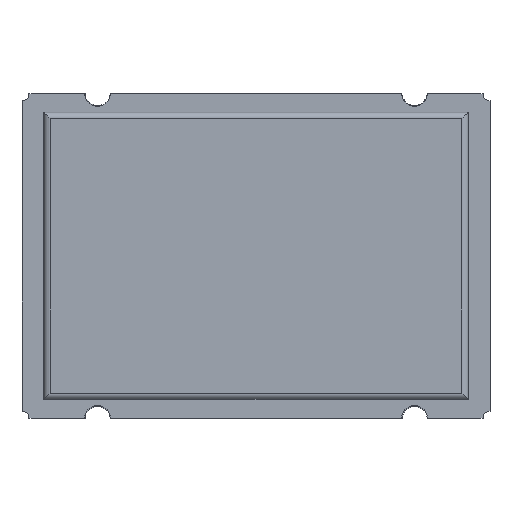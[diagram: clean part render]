
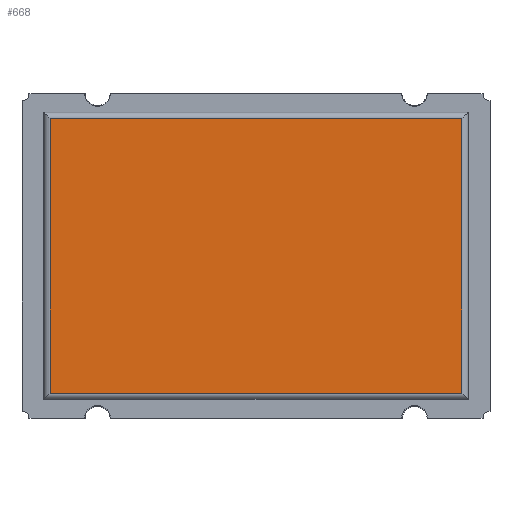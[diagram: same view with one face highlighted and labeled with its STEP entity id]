
A CAD part, top view. The second image highlights one B-rep face of the part: STEP entity #668.
In plain terms, the highlighted planar face has unit normal (0, 0, 1).
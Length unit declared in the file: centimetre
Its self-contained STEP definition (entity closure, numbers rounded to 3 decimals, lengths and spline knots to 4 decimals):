
#152=VERTEX_POINT('',#1011);
#153=VERTEX_POINT('',#1013);
#155=VERTEX_POINT('',#1019);
#157=VERTEX_POINT('',#1025);
#200=VECTOR('',#834,1.);
#202=VECTOR('',#840,1.);
#204=VECTOR('',#846,1.);
#206=VECTOR('',#852,1.);
#258=LINE('',#1012,#200);
#260=LINE('',#1018,#202);
#262=LINE('',#1024,#204);
#264=LINE('',#1029,#206);
#341=EDGE_CURVE('',#152,#153,#258,.T.);
#344=EDGE_CURVE('',#153,#155,#260,.T.);
#347=EDGE_CURVE('',#155,#157,#262,.T.);
#350=EDGE_CURVE('',#157,#152,#264,.T.);
#481=ORIENTED_EDGE('',*,*,#341,.F.);
#482=ORIENTED_EDGE('',*,*,#350,.F.);
#483=ORIENTED_EDGE('',*,*,#347,.F.);
#484=ORIENTED_EDGE('',*,*,#344,.F.);
#592=EDGE_LOOP('',(#481,#482,#483,#484));
#630=FACE_BOUND('',#592,.T.);
#668=ADVANCED_FACE('',(#630),#1102,.T.);
#725=AXIS2_PLACEMENT_3D('',#1040,#860,$);
#834=DIRECTION('',(0.,-1.,0.));
#840=DIRECTION('',(-1.,0.,0.));
#846=DIRECTION('',(0.,1.,0.));
#852=DIRECTION('',(1.,0.,0.));
#860=DIRECTION('',(0.,0.,1.));
#1011=CARTESIAN_POINT('',(0.33,0.22,0.171));
#1012=CARTESIAN_POINT('',(0.33,0.,0.171));
#1013=CARTESIAN_POINT('',(0.33,-0.22,0.171));
#1018=CARTESIAN_POINT('',(0.,-0.22,0.171));
#1019=CARTESIAN_POINT('',(-0.33,-0.22,0.171));
#1024=CARTESIAN_POINT('',(-0.33,0.,0.171));
#1025=CARTESIAN_POINT('',(-0.33,0.22,0.171));
#1029=CARTESIAN_POINT('',(0.,0.22,0.171));
#1040=CARTESIAN_POINT('',(0.,0.,0.171));
#1102=PLANE('',#725);
